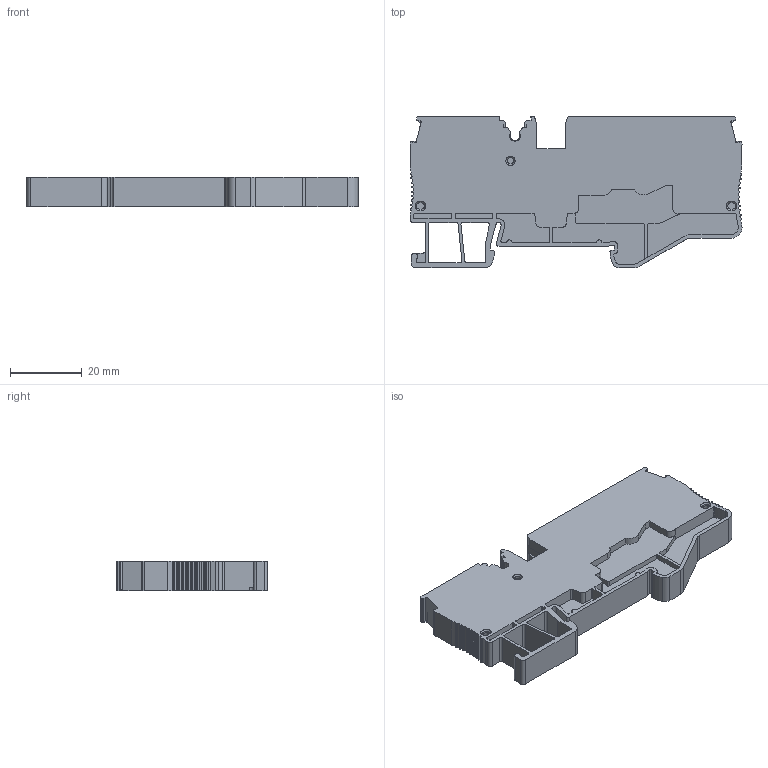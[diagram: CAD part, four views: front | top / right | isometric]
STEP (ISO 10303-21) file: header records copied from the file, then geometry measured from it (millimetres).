
FILE_DESCRIPTION((''),'2;1');
FILE_NAME('1212','2024-03-07T',('Administrator'),(''),'PRO/ENGINEER BY PARAMETRIC TECHNOLOGY CORPORATION, 2013230','PRO/ENGINEER BY PARAMETRIC TECHNOLOGY CORPORATION, 2013230','');
FILE_SCHEMA(('CONFIG_CONTROL_DESIGN'));
Length unit declared in the file: millimetre
Products named in the file (1): 1212
Bounding box: 92.52 x 42.2 x 8.2 mm (x, y, z)
Volume: 19131.6 mm3; surface area: 13911.5 mm2
Topology: 1 solids, 1 shells, 726 faces, 2020 edges, 1321 vertices
Faces by surface type: plane 439, cylinder 255, cone 18, torus 12, bspline 2
Entity records: 23863 total; most frequent: CARTESIAN_POINT 4282, ORIENTED_EDGE 4040, DIRECTION 3971, EDGE_CURVE 2020, VECTOR 1445, LINE 1445, VERTEX_POINT 1321, AXIS2_PLACEMENT_3D 1263
